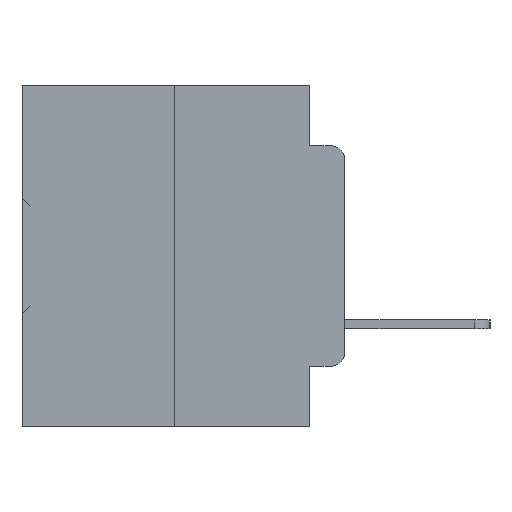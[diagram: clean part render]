
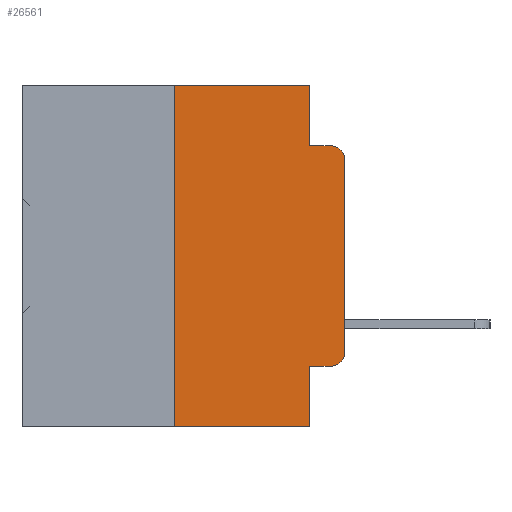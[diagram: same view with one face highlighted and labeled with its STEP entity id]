
A CAD part, left-side view. The second image highlights one B-rep face of the part: STEP entity #26561.
In plain terms, the highlighted planar face has unit normal (-1, 0, 0).
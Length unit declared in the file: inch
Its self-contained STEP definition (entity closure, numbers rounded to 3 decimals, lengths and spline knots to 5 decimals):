
#28 = EDGE_CURVE ( 'NONE', #21613, #33378, #18266, .T. ) ;
#1365 = ORIENTED_EDGE ( 'NONE', *, *, #31481, .F. ) ;
#1452 = VERTEX_POINT ( 'NONE', #5109 ) ;
#1509 = VERTEX_POINT ( 'NONE', #29558 ) ;
#2239 = VECTOR ( 'NONE', #31927, 39.37008 ) ;
#2632 = VECTOR ( 'NONE', #17284, 39.37008 ) ;
#2881 = ORIENTED_EDGE ( 'NONE', *, *, #28, .F. ) ;
#2933 = CARTESIAN_POINT ( 'NONE',  ( 0., 0.25, 0. ) ) ;
#2982 = CARTESIAN_POINT ( 'NONE',  ( 0., 0.473, -0.5 ) ) ;
#3895 = CARTESIAN_POINT ( 'NONE',  ( 0., 0.02, -0.3915 ) ) ;
#5109 = CARTESIAN_POINT ( 'NONE',  ( 0., 0.25, -0.5 ) ) ;
#5736 = VECTOR ( 'NONE', #7041, 39.37008 ) ;
#6009 = VECTOR ( 'NONE', #8757, 39.37008 ) ;
#6041 = ORIENTED_EDGE ( 'NONE', *, *, #12439, .T. ) ;
#6227 = DIRECTION ( 'NONE',  ( 0., 0., -1. ) ) ;
#6358 = CARTESIAN_POINT ( 'NONE',  ( 0., 0.051, 0. ) ) ;
#6484 = VERTEX_POINT ( 'NONE', #29095 ) ;
#6501 = CARTESIAN_POINT ( 'NONE',  ( 0., 0.051, -0.0885 ) ) ;
#6613 = EDGE_CURVE ( 'NONE', #1452, #18965, #13600, .T. ) ;
#6905 = DIRECTION ( 'NONE',  ( 0., 0., -1. ) ) ;
#7041 = DIRECTION ( 'NONE',  ( 0., -1., 0. ) ) ;
#7265 = DIRECTION ( 'NONE',  ( 0., 0., -1. ) ) ;
#8242 = CARTESIAN_POINT ( 'NONE',  ( 0., 0.051, 0. ) ) ;
#8345 = LINE ( 'NONE', #36550, #22320 ) ;
#8625 = ORIENTED_EDGE ( 'NONE', *, *, #35706, .F. ) ;
#8668 = ORIENTED_EDGE ( 'NONE', *, *, #37983, .T. ) ;
#8757 = DIRECTION ( 'NONE',  ( 0., 0., 1. ) ) ;
#9131 = CARTESIAN_POINT ( 'NONE',  ( 0., 0.02, -0.1085 ) ) ;
#9421 = VECTOR ( 'NONE', #6227, 39.37008 ) ;
#10040 = EDGE_CURVE ( 'NONE', #33378, #22874, #13744, .T. ) ;
#10269 = CIRCLE ( 'NONE', #25838, 0.02 ) ;
#10919 = EDGE_LOOP ( 'NONE', ( #6041, #34951, #32924, #2881, #1365, #8625, #18606, #16167, #15473, #8668 ) ) ;
#11198 = LINE ( 'NONE', #12037, #18187 ) ;
#12037 = CARTESIAN_POINT ( 'NONE',  ( 0., 0.473, 0. ) ) ;
#12132 = DIRECTION ( 'NONE',  ( 0., 0., -1. ) ) ;
#12439 = EDGE_CURVE ( 'NONE', #1509, #17800, #22842, .T. ) ;
#13600 = LINE ( 'NONE', #2982, #22449 ) ;
#13744 = LINE ( 'NONE', #36551, #5736 ) ;
#14510 = CARTESIAN_POINT ( 'NONE',  ( 0., 0.02, -0.0885 ) ) ;
#14971 = EDGE_CURVE ( 'NONE', #6484, #18965, #17178, .T. ) ;
#15123 = DIRECTION ( 'NONE',  ( 0., -1., 0. ) ) ;
#15473 = ORIENTED_EDGE ( 'NONE', *, *, #34755, .T. ) ;
#15507 = CIRCLE ( 'NONE', #22306, 0.02 ) ;
#15895 = DIRECTION ( 'NONE',  ( 0., -1., 0. ) ) ;
#15992 = CARTESIAN_POINT ( 'NONE',  ( 0., 0.473, 0. ) ) ;
#16167 = ORIENTED_EDGE ( 'NONE', *, *, #14971, .F. ) ;
#17178 = LINE ( 'NONE', #8242, #2239 ) ;
#17284 = DIRECTION ( 'NONE',  ( 0., 0., 1. ) ) ;
#17800 = VERTEX_POINT ( 'NONE', #30880 ) ;
#17947 = CARTESIAN_POINT ( 'NONE',  ( 0., 0.051, 0. ) ) ;
#18187 = VECTOR ( 'NONE', #15123, 39.37008 ) ;
#18266 = LINE ( 'NONE', #6358, #9421 ) ;
#18606 = ORIENTED_EDGE ( 'NONE', *, *, #6613, .T. ) ;
#18965 = VERTEX_POINT ( 'NONE', #36973 ) ;
#19991 = EDGE_CURVE ( 'NONE', #17800, #22874, #10269, .T. ) ;
#21569 = VERTEX_POINT ( 'NONE', #2933 ) ;
#21613 = VERTEX_POINT ( 'NONE', #17947 ) ;
#22140 = PLANE ( 'NONE',  #31431 ) ;
#22306 = AXIS2_PLACEMENT_3D ( 'NONE', #3895, #24730, #6905 ) ;
#22320 = VECTOR ( 'NONE', #15895, 39.37008 ) ;
#22449 = VECTOR ( 'NONE', #23840, 39.37008 ) ;
#22842 = LINE ( 'NONE', #38234, #6009 ) ;
#22874 = VERTEX_POINT ( 'NONE', #14510 ) ;
#23415 = VERTEX_POINT ( 'NONE', #34722 ) ;
#23840 = DIRECTION ( 'NONE',  ( 0., -1., 0. ) ) ;
#24730 = DIRECTION ( 'NONE',  ( -1., 0., 0. ) ) ;
#25079 = DIRECTION ( 'NONE',  ( 1., 0., 0. ) ) ;
#25838 = AXIS2_PLACEMENT_3D ( 'NONE', #9131, #29827, #12132 ) ;
#26561 = ADVANCED_FACE ( 'NONE', ( #27309 ), #22140, .F. ) ;
#27309 = FACE_OUTER_BOUND ( 'NONE', #10919, .T. ) ;
#29095 = CARTESIAN_POINT ( 'NONE',  ( 0., 0.051, -0.4115 ) ) ;
#29133 = LINE ( 'NONE', #37913, #2632 ) ;
#29558 = CARTESIAN_POINT ( 'NONE',  ( 0., 0., -0.3915 ) ) ;
#29827 = DIRECTION ( 'NONE',  ( -1., 0., 0. ) ) ;
#30880 = CARTESIAN_POINT ( 'NONE',  ( 0., 0., -0.1085 ) ) ;
#31431 = AXIS2_PLACEMENT_3D ( 'NONE', #15992, #25079, #7265 ) ;
#31481 = EDGE_CURVE ( 'NONE', #21569, #21613, #11198, .T. ) ;
#31927 = DIRECTION ( 'NONE',  ( 0., 0., -1. ) ) ;
#32924 = ORIENTED_EDGE ( 'NONE', *, *, #10040, .F. ) ;
#33378 = VERTEX_POINT ( 'NONE', #6501 ) ;
#34722 = CARTESIAN_POINT ( 'NONE',  ( 0., 0.02, -0.4115 ) ) ;
#34755 = EDGE_CURVE ( 'NONE', #6484, #23415, #8345, .T. ) ;
#34951 = ORIENTED_EDGE ( 'NONE', *, *, #19991, .T. ) ;
#35706 = EDGE_CURVE ( 'NONE', #1452, #21569, #29133, .T. ) ;
#36550 = CARTESIAN_POINT ( 'NONE',  ( 0., 0.051, -0.4115 ) ) ;
#36551 = CARTESIAN_POINT ( 'NONE',  ( 0., 0.051, -0.0885 ) ) ;
#36973 = CARTESIAN_POINT ( 'NONE',  ( 0., 0.051, -0.5 ) ) ;
#37913 = CARTESIAN_POINT ( 'NONE',  ( 0., 0.25, 0. ) ) ;
#37983 = EDGE_CURVE ( 'NONE', #23415, #1509, #15507, .T. ) ;
#38234 = CARTESIAN_POINT ( 'NONE',  ( 0., 0., 0. ) ) ;
